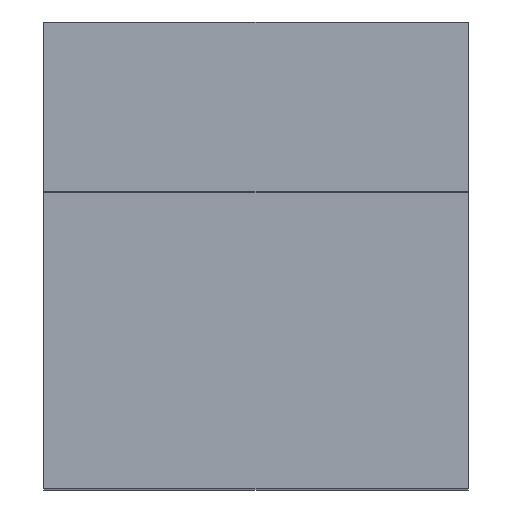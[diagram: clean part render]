
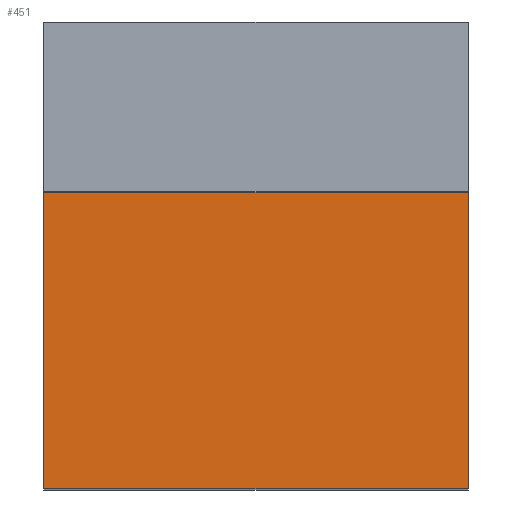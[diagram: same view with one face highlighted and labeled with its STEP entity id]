
A CAD part, top view. The second image highlights one B-rep face of the part: STEP entity #451.
In plain terms, the highlighted planar face has unit normal (0, 0, 1).
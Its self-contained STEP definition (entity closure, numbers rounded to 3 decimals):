
#243=CARTESIAN_POINT('Vertex',(-10.,-8.,10.)) ;
#246=CARTESIAN_POINT('Line Origine',(0.,-8.,10.)) ;
#250=CARTESIAN_POINT('Vertex',(10.,-8.,10.)) ;
#366=CARTESIAN_POINT('Vertex',(-10.,-22.,10.)) ;
#369=CARTESIAN_POINT('Line Origine',(-10.,-15.,10.)) ;
#428=CARTESIAN_POINT('Axis2P3D Location',(0.,-8.,10.)) ;
#433=CARTESIAN_POINT('Line Origine',(0.,-22.,10.)) ;
#437=CARTESIAN_POINT('Vertex',(10.,-22.,10.)) ;
#440=CARTESIAN_POINT('Line Origine',(10.,-15.,10.)) ;
#247=DIRECTION('Vector Direction',(1.,0.,0.)) ;
#370=DIRECTION('Vector Direction',(0.,-1.,0.)) ;
#429=DIRECTION('Axis2P3D Direction',(-0.,0.,1.)) ;
#430=DIRECTION('Axis2P3D XDirection',(0.,-1.,0.)) ;
#434=DIRECTION('Vector Direction',(1.,0.,0.)) ;
#441=DIRECTION('Vector Direction',(0.,-1.,0.)) ;
#431=AXIS2_PLACEMENT_3D('Plane Axis2P3D',#428,#429,#430) ;
#446=ORIENTED_EDGE('',*,*,#252,.F.) ;
#447=ORIENTED_EDGE('',*,*,#373,.T.) ;
#448=ORIENTED_EDGE('',*,*,#439,.T.) ;
#449=ORIENTED_EDGE('',*,*,#444,.F.) ;
#248=VECTOR('Line Direction',#247,1.) ;
#371=VECTOR('Line Direction',#370,1.) ;
#435=VECTOR('Line Direction',#434,1.) ;
#442=VECTOR('Line Direction',#441,1.) ;
#451=ADVANCED_FACE('PartBody',(#450),#432,.T.) ;
#252=EDGE_CURVE('',#244,#251,#249,.T.) ;
#373=EDGE_CURVE('',#244,#367,#372,.T.) ;
#439=EDGE_CURVE('',#367,#438,#436,.T.) ;
#444=EDGE_CURVE('',#251,#438,#443,.T.) ;
#445=EDGE_LOOP('',(#446,#447,#448,#449)) ;
#450=FACE_OUTER_BOUND('',#445,.T.) ;
#249=LINE('Line',#246,#248) ;
#372=LINE('Line',#369,#371) ;
#436=LINE('Line',#433,#435) ;
#443=LINE('Line',#440,#442) ;
#432=PLANE('',#431) ;
#244=VERTEX_POINT('',#243) ;
#251=VERTEX_POINT('',#250) ;
#367=VERTEX_POINT('',#366) ;
#438=VERTEX_POINT('',#437) ;
